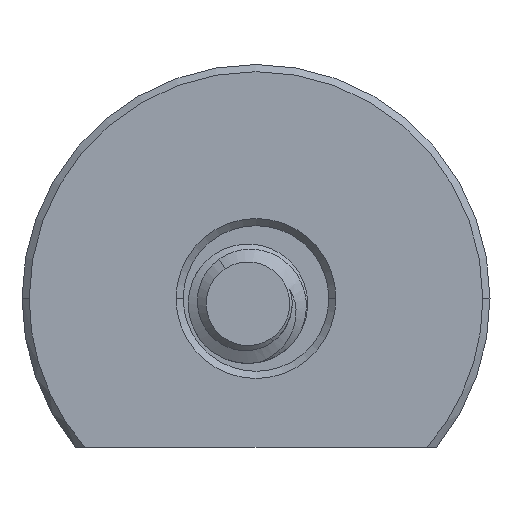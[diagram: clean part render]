
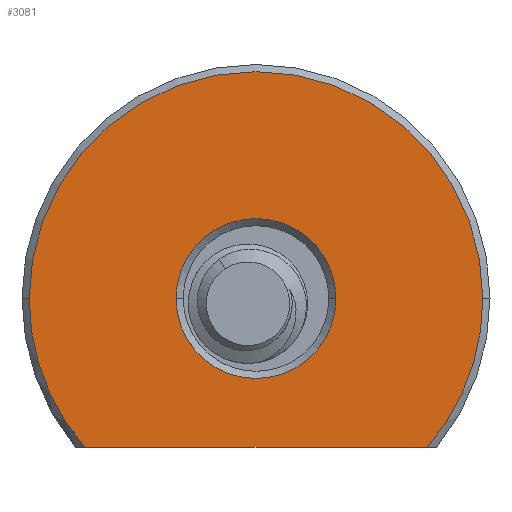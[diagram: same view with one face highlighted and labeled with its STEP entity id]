
A CAD part, front view. The second image highlights one B-rep face of the part: STEP entity #3081.
In plain terms, the highlighted face is planar.
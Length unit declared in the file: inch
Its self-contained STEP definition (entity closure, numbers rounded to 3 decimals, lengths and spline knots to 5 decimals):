
#19 = DIRECTION ( 'NONE',  ( 1., 0., 0. ) ) ;
#33 = VECTOR ( 'NONE', #3169, 39.37008 ) ;
#89 = DIRECTION ( 'NONE',  ( 0., 0., 1. ) ) ;
#102 = CARTESIAN_POINT ( 'NONE',  ( -0.475, 0., 0.1 ) ) ;
#184 = VERTEX_POINT ( 'NONE', #541 ) ;
#255 = FACE_OUTER_BOUND ( 'NONE', #2676, .T. ) ;
#272 = PLANE ( 'NONE',  #3494 ) ;
#274 = ORIENTED_EDGE ( 'NONE', *, *, #2072, .T. ) ;
#281 = AXIS2_PLACEMENT_3D ( 'NONE', #2392, #3572, #729 ) ;
#409 = VERTEX_POINT ( 'NONE', #2365 ) ;
#417 = AXIS2_PLACEMENT_3D ( 'NONE', #1886, #3051, #1308 ) ;
#433 = AXIS2_PLACEMENT_3D ( 'NONE', #1585, #89, #3642 ) ;
#478 = FACE_BOUND ( 'NONE', #3745, .T. ) ;
#508 = CARTESIAN_POINT ( 'NONE',  ( 0.1675, 0., 0.1 ) ) ;
#511 = VERTEX_POINT ( 'NONE', #102 ) ;
#533 = ORIENTED_EDGE ( 'NONE', *, *, #1441, .T. ) ;
#541 = CARTESIAN_POINT ( 'NONE',  ( 0.35816, 0.312, 0.1 ) ) ;
#545 = EDGE_CURVE ( 'NONE', #184, #3239, #2588, .T. ) ;
#729 = DIRECTION ( 'NONE',  ( 1., 0., 0. ) ) ;
#766 = ORIENTED_EDGE ( 'NONE', *, *, #3450, .F. ) ;
#1191 = CARTESIAN_POINT ( 'NONE',  ( 0., 0., 0.1 ) ) ;
#1308 = DIRECTION ( 'NONE',  ( 1., 0., 0. ) ) ;
#1318 = ORIENTED_EDGE ( 'NONE', *, *, #2708, .T. ) ;
#1441 = EDGE_CURVE ( 'NONE', #2833, #409, #1799, .T. ) ;
#1585 = CARTESIAN_POINT ( 'NONE',  ( 0., 0., 0.1 ) ) ;
#1732 = CIRCLE ( 'NONE', #2210, 0.475 ) ;
#1799 = CIRCLE ( 'NONE', #433, 0.1675 ) ;
#1819 = DIRECTION ( 'NONE',  ( 1., 0., 0. ) ) ;
#1886 = CARTESIAN_POINT ( 'NONE',  ( 0., 0., 0.1 ) ) ;
#2024 = CIRCLE ( 'NONE', #281, 0.475 ) ;
#2072 = EDGE_CURVE ( 'NONE', #3239, #511, #1732, .T. ) ;
#2148 = CIRCLE ( 'NONE', #417, 0.1675 ) ;
#2209 = DIRECTION ( 'NONE',  ( 0., 0., -1. ) ) ;
#2210 = AXIS2_PLACEMENT_3D ( 'NONE', #3537, #2382, #19 ) ;
#2351 = LINE ( 'NONE', #3183, #33 ) ;
#2365 = CARTESIAN_POINT ( 'NONE',  ( -0.1675, 0., 0.1 ) ) ;
#2382 = DIRECTION ( 'NONE',  ( 0., 0., -1. ) ) ;
#2392 = CARTESIAN_POINT ( 'NONE',  ( 0., 0., 0.1 ) ) ;
#2550 = CARTESIAN_POINT ( 'NONE',  ( 0.475, 0., 0.1 ) ) ;
#2563 = ORIENTED_EDGE ( 'NONE', *, *, #545, .T. ) ;
#2588 = CIRCLE ( 'NONE', #2840, 0.475 ) ;
#2676 = EDGE_LOOP ( 'NONE', ( #766, #2563, #274, #1318 ) ) ;
#2708 = EDGE_CURVE ( 'NONE', #511, #2921, #2024, .T. ) ;
#2833 = VERTEX_POINT ( 'NONE', #508 ) ;
#2840 = AXIS2_PLACEMENT_3D ( 'NONE', #3653, #2209, #3694 ) ;
#2921 = VERTEX_POINT ( 'NONE', #3073 ) ;
#2959 = DIRECTION ( 'NONE',  ( 0., 0., 1. ) ) ;
#3051 = DIRECTION ( 'NONE',  ( 0., 0., 1. ) ) ;
#3073 = CARTESIAN_POINT ( 'NONE',  ( -0.35816, 0.312, 0.1 ) ) ;
#3081 = ADVANCED_FACE ( 'NONE', ( #478, #255 ), #272, .F. ) ;
#3169 = DIRECTION ( 'NONE',  ( -1., 0., 0. ) ) ;
#3183 = CARTESIAN_POINT ( 'NONE',  ( 0.37783, 0.312, 0.1 ) ) ;
#3239 = VERTEX_POINT ( 'NONE', #2550 ) ;
#3337 = ORIENTED_EDGE ( 'NONE', *, *, #3695, .T. ) ;
#3450 = EDGE_CURVE ( 'NONE', #184, #2921, #2351, .T. ) ;
#3494 = AXIS2_PLACEMENT_3D ( 'NONE', #1191, #2959, #1819 ) ;
#3537 = CARTESIAN_POINT ( 'NONE',  ( 0., 0., 0.1 ) ) ;
#3572 = DIRECTION ( 'NONE',  ( 0., 0., -1. ) ) ;
#3642 = DIRECTION ( 'NONE',  ( 1., 0., 0. ) ) ;
#3653 = CARTESIAN_POINT ( 'NONE',  ( 0., 0., 0.1 ) ) ;
#3694 = DIRECTION ( 'NONE',  ( 1., 0., 0. ) ) ;
#3695 = EDGE_CURVE ( 'NONE', #409, #2833, #2148, .T. ) ;
#3745 = EDGE_LOOP ( 'NONE', ( #3337, #533 ) ) ;
